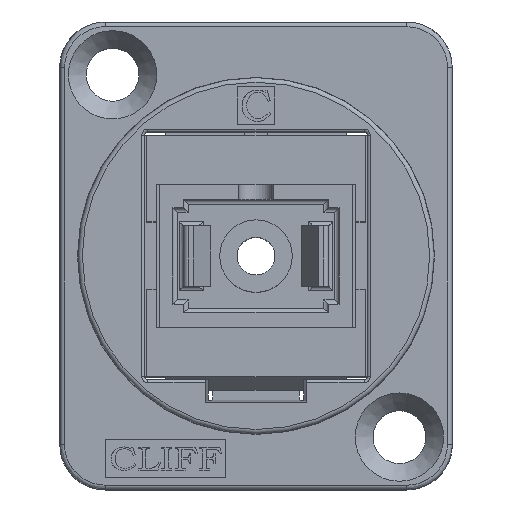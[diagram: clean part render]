
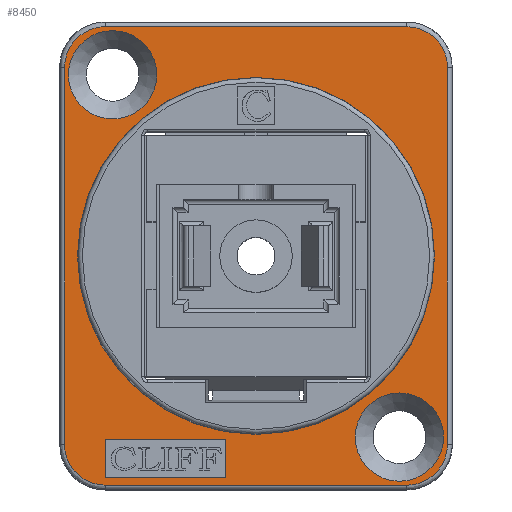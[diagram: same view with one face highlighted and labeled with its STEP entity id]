
A CAD part, top view. The second image highlights one B-rep face of the part: STEP entity #8450.
In plain terms, the highlighted planar face has unit normal (0, 0, 1).
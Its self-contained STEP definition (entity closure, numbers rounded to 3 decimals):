
#240=FACE_BOUND('',#1246,.T.);
#241=FACE_BOUND('',#1247,.T.);
#242=FACE_BOUND('',#1248,.T.);
#243=FACE_BOUND('',#1249,.T.);
#305=ELLIPSE('',#9001,2.7,2.7);
#306=ELLIPSE('',#9002,2.7,2.7);
#307=ELLIPSE('',#9003,2.7,2.7);
#308=ELLIPSE('',#9004,2.7,2.7);
#794=FACE_OUTER_BOUND('',#1245,.T.);
#1245=EDGE_LOOP('',(#7189,#7190,#7191,#7192,#7193,#7194,#7195,#7196));
#1246=EDGE_LOOP('',(#7197,#7198,#7199,#7200));
#1247=EDGE_LOOP('',(#7201));
#1248=EDGE_LOOP('',(#7202));
#1249=EDGE_LOOP('',(#7203));
#1323=CIRCLE('',#8788,11.823);
#1372=CIRCLE('',#9005,2.925);
#1373=CIRCLE('',#9006,2.925);
#2186=LINE('',#14296,#3048);
#2190=LINE('',#14304,#3052);
#2193=LINE('',#14310,#3055);
#2196=LINE('',#14315,#3058);
#2227=LINE('',#14418,#3089);
#2228=LINE('',#14422,#3090);
#2229=LINE('',#14426,#3091);
#2230=LINE('',#14429,#3092);
#3048=VECTOR('',#10785,2.5);
#3052=VECTOR('',#10791,8.);
#3055=VECTOR('',#10796,2.5);
#3058=VECTOR('',#10801,8.);
#3089=VECTOR('',#10894,24.965);
#3090=VECTOR('',#10897,19.965);
#3091=VECTOR('',#10900,24.965);
#3092=VECTOR('',#10903,19.965);
#3477=VERTEX_POINT('',#12283);
#3799=VERTEX_POINT('',#14294);
#3800=VERTEX_POINT('',#14295);
#3803=VERTEX_POINT('',#14303);
#3805=VERTEX_POINT('',#14309);
#3832=VERTEX_POINT('',#14414);
#3833=VERTEX_POINT('',#14415);
#3834=VERTEX_POINT('',#14417);
#3835=VERTEX_POINT('',#14419);
#3836=VERTEX_POINT('',#14421);
#3837=VERTEX_POINT('',#14423);
#3838=VERTEX_POINT('',#14425);
#3839=VERTEX_POINT('',#14427);
#3840=VERTEX_POINT('',#14430);
#3841=VERTEX_POINT('',#14432);
#4411=EDGE_CURVE('',#3477,#3477,#1323,.T.);
#4917=EDGE_CURVE('',#3799,#3800,#2186,.T.);
#4921=EDGE_CURVE('',#3803,#3799,#2190,.T.);
#4924=EDGE_CURVE('',#3805,#3803,#2193,.T.);
#4927=EDGE_CURVE('',#3800,#3805,#2196,.T.);
#4973=EDGE_CURVE('',#3832,#3833,#305,.T.);
#4974=EDGE_CURVE('',#3834,#3832,#2227,.T.);
#4975=EDGE_CURVE('',#3835,#3834,#306,.T.);
#4976=EDGE_CURVE('',#3836,#3835,#2228,.T.);
#4977=EDGE_CURVE('',#3837,#3836,#307,.T.);
#4978=EDGE_CURVE('',#3838,#3837,#2229,.T.);
#4979=EDGE_CURVE('',#3839,#3838,#308,.T.);
#4980=EDGE_CURVE('',#3833,#3839,#2230,.T.);
#4981=EDGE_CURVE('',#3840,#3840,#1372,.T.);
#4982=EDGE_CURVE('',#3841,#3841,#1373,.T.);
#7189=ORIENTED_EDGE('',*,*,#4973,.F.);
#7190=ORIENTED_EDGE('',*,*,#4974,.F.);
#7191=ORIENTED_EDGE('',*,*,#4975,.F.);
#7192=ORIENTED_EDGE('',*,*,#4976,.F.);
#7193=ORIENTED_EDGE('',*,*,#4977,.F.);
#7194=ORIENTED_EDGE('',*,*,#4978,.F.);
#7195=ORIENTED_EDGE('',*,*,#4979,.F.);
#7196=ORIENTED_EDGE('',*,*,#4980,.F.);
#7197=ORIENTED_EDGE('',*,*,#4917,.T.);
#7198=ORIENTED_EDGE('',*,*,#4927,.T.);
#7199=ORIENTED_EDGE('',*,*,#4924,.T.);
#7200=ORIENTED_EDGE('',*,*,#4921,.T.);
#7201=ORIENTED_EDGE('',*,*,#4411,.T.);
#7202=ORIENTED_EDGE('',*,*,#4981,.T.);
#7203=ORIENTED_EDGE('',*,*,#4982,.T.);
#7608=PLANE('',#9000);
#8450=ADVANCED_FACE('',(#794,#240,#241,#242,#243),#7608,.T.);
#8788=AXIS2_PLACEMENT_3D('',#12284,#10076,#10077);
#9000=AXIS2_PLACEMENT_3D('',#14413,#10890,#10891);
#9001=AXIS2_PLACEMENT_3D('',#14416,#10892,#10893);
#9002=AXIS2_PLACEMENT_3D('',#14420,#10895,#10896);
#9003=AXIS2_PLACEMENT_3D('',#14424,#10898,#10899);
#9004=AXIS2_PLACEMENT_3D('',#14428,#10901,#10902);
#9005=AXIS2_PLACEMENT_3D('',#14431,#10904,#10905);
#9006=AXIS2_PLACEMENT_3D('',#14433,#10906,#10907);
#10076=DIRECTION('center_axis',(0.,0.,
-1.));
#10077=DIRECTION('ref_axis',(-1.,0.,0.));
#10785=DIRECTION('',(0.,1.,0.));
#10791=DIRECTION('',(-1.,0.,0.));
#10796=DIRECTION('',(0.,-1.,0.));
#10801=DIRECTION('',(1.,0.,0.));
#10890=DIRECTION('center_axis',(0.,0.,
1.));
#10891=DIRECTION('ref_axis',(1.,0.,0.));
#10892=DIRECTION('center_axis',(0.,0.,
-1.));
#10893=DIRECTION('ref_axis',(-0.707,0.707,0.));
#10894=DIRECTION('',(0.,1.,0.));
#10895=DIRECTION('center_axis',(0.,0.,
-1.));
#10896=DIRECTION('ref_axis',(-0.707,-0.707,0.));
#10897=DIRECTION('',(-1.,0.,0.));
#10898=DIRECTION('center_axis',(0.,0.,
-1.));
#10899=DIRECTION('ref_axis',(0.707,-0.707,0.));
#10900=DIRECTION('',(0.,-1.,0.));
#10901=DIRECTION('center_axis',(0.,0.,
-1.));
#10902=DIRECTION('ref_axis',(0.707,0.707,0.));
#10903=DIRECTION('',(1.,0.,0.));
#10904=DIRECTION('center_axis',(0.,0.,
-1.));
#10905=DIRECTION('ref_axis',(1.,0.,0.));
#10906=DIRECTION('center_axis',(0.,0.,
-1.));
#10907=DIRECTION('ref_axis',(1.,0.,0.));
#12283=CARTESIAN_POINT('',(11.823,0.,2.3));
#12284=CARTESIAN_POINT('Origin',(0.,0.,
2.3));
#14294=CARTESIAN_POINT('',(-10.,-14.683,2.3));
#14295=CARTESIAN_POINT('',(-10.,-12.183,2.3));
#14296=CARTESIAN_POINT('',(-10.,-7.341,2.3));
#14303=CARTESIAN_POINT('',(-2.,-14.683,2.3));
#14304=CARTESIAN_POINT('',(-1.,-14.683,2.3));
#14309=CARTESIAN_POINT('',(-2.,-12.183,2.3));
#14310=CARTESIAN_POINT('',(-2.,-6.091,2.3));
#14315=CARTESIAN_POINT('',(-5.,-12.183,2.3));
#14413=CARTESIAN_POINT('Origin',(0.,0.,
2.3));
#14414=CARTESIAN_POINT('',(-12.683,12.483,2.3));
#14415=CARTESIAN_POINT('',(-9.983,15.183,2.3));
#14416=CARTESIAN_POINT('Origin',(-9.982,12.482,2.3));
#14417=CARTESIAN_POINT('',(-12.683,-12.483,2.3));
#14418=CARTESIAN_POINT('',(-12.683,-7.75,2.3));
#14419=CARTESIAN_POINT('',(-9.983,-15.183,2.3));
#14420=CARTESIAN_POINT('Origin',(-9.982,-12.482,2.3));
#14421=CARTESIAN_POINT('',(9.983,-15.183,2.3));
#14422=CARTESIAN_POINT('',(6.5,-15.183,2.3));
#14423=CARTESIAN_POINT('',(12.683,-12.483,2.3));
#14424=CARTESIAN_POINT('Origin',(9.982,-12.482,2.3));
#14425=CARTESIAN_POINT('',(12.683,12.483,2.3));
#14426=CARTESIAN_POINT('',(12.683,7.75,2.3));
#14427=CARTESIAN_POINT('',(9.983,15.183,2.3));
#14428=CARTESIAN_POINT('Origin',(9.982,12.482,2.3));
#14429=CARTESIAN_POINT('',(-6.5,15.183,2.3));
#14430=CARTESIAN_POINT('',(6.575,-12.,2.3));
#14431=CARTESIAN_POINT('Origin',(9.5,-12.,2.3));
#14432=CARTESIAN_POINT('',(-12.425,12.,2.3));
#14433=CARTESIAN_POINT('Origin',(-9.5,12.,2.3));
